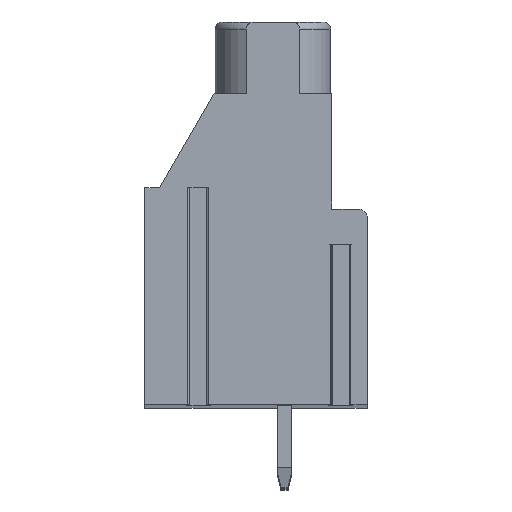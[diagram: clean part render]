
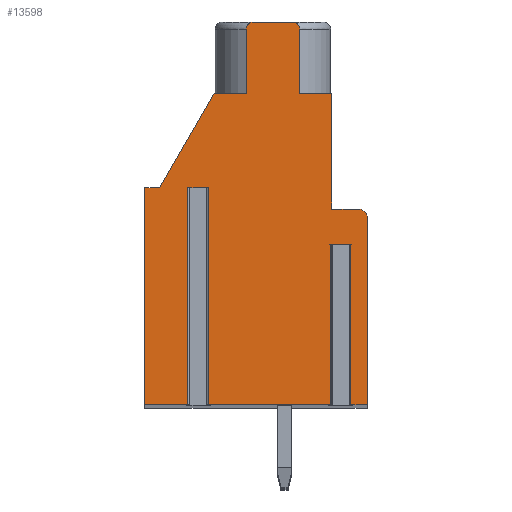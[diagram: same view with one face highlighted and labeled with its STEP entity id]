
A CAD part, top view. The second image highlights one B-rep face of the part: STEP entity #13598.
In plain terms, the highlighted planar face has unit normal (0, 0, 1).
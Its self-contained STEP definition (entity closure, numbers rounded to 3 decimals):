
#65=DIRECTION('',(-1.,0.,0.));
#66=VECTOR('',#65,1.146);
#67=CARTESIAN_POINT('',(-2.127,1.2,98.425));
#68=LINE('',#67,#66);
#69=DIRECTION('',(0.,-1.,0.));
#70=VECTOR('',#69,12.2);
#71=CARTESIAN_POINT('',(-3.273,1.2,98.425));
#72=LINE('',#71,#70);
#73=DIRECTION('',(1.,0.,0.));
#74=VECTOR('',#73,2.427);
#75=CARTESIAN_POINT('',(-5.7,-11.,98.425));
#76=LINE('',#75,#74);
#77=DIRECTION('',(0.,-1.,0.));
#78=VECTOR('',#77,12.2);
#79=CARTESIAN_POINT('',(-5.7,1.2,98.425));
#80=LINE('',#79,#78);
#81=DIRECTION('',(-1.,0.,0.));
#82=VECTOR('',#81,0.84);
#83=CARTESIAN_POINT('',(-4.86,1.2,98.425));
#84=LINE('',#83,#82);
#85=DIRECTION('',(-0.5,-0.866,0.));
#86=VECTOR('',#85,6.12);
#87=CARTESIAN_POINT('',(-1.8,6.5,98.425));
#88=LINE('',#87,#86);
#89=DIRECTION('',(-1.,0.,0.));
#90=VECTOR('',#89,1.8);
#91=CARTESIAN_POINT('',(0.,6.5,98.425));
#92=LINE('',#91,#90);
#93=DIRECTION('',(0.,-1.,0.));
#94=VECTOR('',#93,3.6);
#95=CARTESIAN_POINT('',(0.,10.1,98.425));
#96=LINE('',#95,#94);
#97=CARTESIAN_POINT('',(0.4,10.1,98.425));
#98=DIRECTION('',(0.,0.,1.));
#99=DIRECTION('',(0.,1.,0.));
#100=AXIS2_PLACEMENT_3D('',#97,#98,#99);
#102=DIRECTION('',(-1.,0.,0.));
#103=VECTOR('',#102,2.2);
#104=CARTESIAN_POINT('',(2.6,10.5,98.425));
#105=LINE('',#104,#103);
#106=CARTESIAN_POINT('',(2.6,10.1,98.425));
#107=DIRECTION('',(0.,0.,1.));
#108=DIRECTION('',(1.,0.,0.));
#109=AXIS2_PLACEMENT_3D('',#106,#107,#108);
#111=DIRECTION('',(0.,1.,0.));
#112=VECTOR('',#111,3.6);
#113=CARTESIAN_POINT('',(3.,6.5,98.425));
#114=LINE('',#113,#112);
#115=DIRECTION('',(-1.,0.,0.));
#116=VECTOR('',#115,1.8);
#117=CARTESIAN_POINT('',(4.8,6.5,98.425));
#118=LINE('',#117,#116);
#119=DIRECTION('',(0.,1.,0.));
#120=VECTOR('',#119,6.5);
#121=CARTESIAN_POINT('',(4.8,0.,98.425));
#122=LINE('',#121,#120);
#123=DIRECTION('',(-1.,0.,0.));
#124=VECTOR('',#123,1.5);
#125=CARTESIAN_POINT('',(6.3,0.,98.425));
#126=LINE('',#125,#124);
#127=CARTESIAN_POINT('',(6.3,-0.5,98.425));
#128=DIRECTION('',(0.,0.,1.));
#129=DIRECTION('',(1.,0.,0.));
#130=AXIS2_PLACEMENT_3D('',#127,#128,#129);
#132=DIRECTION('',(0.,1.,0.));
#133=VECTOR('',#132,10.5);
#134=CARTESIAN_POINT('',(6.8,-11.,98.425));
#135=LINE('',#134,#133);
#136=DIRECTION('',(1.,0.,0.));
#137=VECTOR('',#136,0.925);
#138=CARTESIAN_POINT('',(5.875,-11.,98.425));
#139=LINE('',#138,#137);
#140=DIRECTION('',(0.,-1.,0.));
#141=VECTOR('',#140,9.);
#142=CARTESIAN_POINT('',(5.875,-2.,98.425));
#143=LINE('',#142,#141);
#144=DIRECTION('',(-1.,0.,0.));
#145=VECTOR('',#144,1.146);
#146=CARTESIAN_POINT('',(5.875,-2.,98.425));
#147=LINE('',#146,#145);
#148=DIRECTION('',(0.,-1.,0.));
#149=VECTOR('',#148,9.);
#150=CARTESIAN_POINT('',(4.728,-2.,98.425));
#151=LINE('',#150,#149);
#152=DIRECTION('',(1.,0.,0.));
#153=VECTOR('',#152,6.855);
#154=CARTESIAN_POINT('',(-2.127,-11.,98.425));
#155=LINE('',#154,#153);
#156=DIRECTION('',(0.,-1.,0.));
#157=VECTOR('',#156,12.2);
#158=CARTESIAN_POINT('',(-2.127,1.2,98.425));
#159=LINE('',#158,#157);
#10595=CARTESIAN_POINT('',(6.8,-11.,98.425));
#10596=CARTESIAN_POINT('',(6.8,-0.5,98.425));
#10597=VERTEX_POINT('',#10595);
#10598=VERTEX_POINT('',#10596);
#10599=CARTESIAN_POINT('',(6.3,0.,98.425));
#10600=VERTEX_POINT('',#10599);
#10601=CARTESIAN_POINT('',(4.8,0.,98.425));
#10602=VERTEX_POINT('',#10601);
#10603=CARTESIAN_POINT('',(4.8,6.5,98.425));
#10604=VERTEX_POINT('',#10603);
#10605=CARTESIAN_POINT('',(3.,6.5,98.425));
#10606=VERTEX_POINT('',#10605);
#10607=CARTESIAN_POINT('',(3.,10.1,98.425));
#10608=VERTEX_POINT('',#10607);
#10609=CARTESIAN_POINT('',(2.6,10.5,98.425));
#10610=VERTEX_POINT('',#10609);
#10611=CARTESIAN_POINT('',(0.4,10.5,98.425));
#10612=VERTEX_POINT('',#10611);
#10613=CARTESIAN_POINT('',(0.,10.1,98.425));
#10614=VERTEX_POINT('',#10613);
#10615=CARTESIAN_POINT('',(0.,6.5,98.425));
#10616=VERTEX_POINT('',#10615);
#10617=CARTESIAN_POINT('',(-1.8,6.5,98.425));
#10618=VERTEX_POINT('',#10617);
#10619=CARTESIAN_POINT('',(-4.86,1.2,98.425));
#10620=VERTEX_POINT('',#10619);
#10621=CARTESIAN_POINT('',(-5.7,1.2,98.425));
#10622=VERTEX_POINT('',#10621);
#10623=CARTESIAN_POINT('',(-5.7,-11.,98.425));
#10624=VERTEX_POINT('',#10623);
#10781=CARTESIAN_POINT('',(5.875,-2.,98.425));
#10782=CARTESIAN_POINT('',(4.728,-2.,98.425));
#10783=VERTEX_POINT('',#10781);
#10784=VERTEX_POINT('',#10782);
#10785=CARTESIAN_POINT('',(5.875,-11.,98.425));
#10786=VERTEX_POINT('',#10785);
#10787=CARTESIAN_POINT('',(4.728,-11.,98.425));
#10788=VERTEX_POINT('',#10787);
#10813=CARTESIAN_POINT('',(-2.127,1.2,98.425));
#10814=CARTESIAN_POINT('',(-3.273,1.2,98.425));
#10815=VERTEX_POINT('',#10813);
#10816=VERTEX_POINT('',#10814);
#10817=CARTESIAN_POINT('',(-2.127,-11.,98.425));
#10818=VERTEX_POINT('',#10817);
#10819=CARTESIAN_POINT('',(-3.273,-11.,98.425));
#10820=VERTEX_POINT('',#10819);
#13545=CARTESIAN_POINT('',(0.,0.,98.425));
#13546=DIRECTION('',(0.,0.,1.));
#13547=DIRECTION('',(1.,0.,0.));
#13548=AXIS2_PLACEMENT_3D('',#13545,#13546,#13547);
#13549=PLANE('',#13548);
#13551=ORIENTED_EDGE('',*,*,#13550,.T.);
#13553=ORIENTED_EDGE('',*,*,#13552,.T.);
#13555=ORIENTED_EDGE('',*,*,#13554,.F.);
#13557=ORIENTED_EDGE('',*,*,#13556,.F.);
#13559=ORIENTED_EDGE('',*,*,#13558,.F.);
#13561=ORIENTED_EDGE('',*,*,#13560,.F.);
#13563=ORIENTED_EDGE('',*,*,#13562,.F.);
#13565=ORIENTED_EDGE('',*,*,#13564,.F.);
#13567=ORIENTED_EDGE('',*,*,#13566,.F.);
#13569=ORIENTED_EDGE('',*,*,#13568,.F.);
#13571=ORIENTED_EDGE('',*,*,#13570,.F.);
#13573=ORIENTED_EDGE('',*,*,#13572,.F.);
#13575=ORIENTED_EDGE('',*,*,#13574,.F.);
#13577=ORIENTED_EDGE('',*,*,#13576,.F.);
#13579=ORIENTED_EDGE('',*,*,#13578,.F.);
#13581=ORIENTED_EDGE('',*,*,#13580,.F.);
#13583=ORIENTED_EDGE('',*,*,#13582,.F.);
#13585=ORIENTED_EDGE('',*,*,#13584,.F.);
#13587=ORIENTED_EDGE('',*,*,#13586,.F.);
#13589=ORIENTED_EDGE('',*,*,#13588,.T.);
#13591=ORIENTED_EDGE('',*,*,#13590,.T.);
#13593=ORIENTED_EDGE('',*,*,#13592,.F.);
#13595=ORIENTED_EDGE('',*,*,#13594,.F.);
#13596=EDGE_LOOP('',(#13551,#13553,#13555,#13557,#13559,#13561,#13563,#13565,
#13567,#13569,#13571,#13573,#13575,#13577,#13579,#13581,#13583,#13585,#13587,
#13589,#13591,#13593,#13595));
#13597=FACE_OUTER_BOUND('',#13596,.F.);
#101=CIRCLE('',#100,0.4);
#110=CIRCLE('',#109,0.4);
#131=CIRCLE('',#130,0.5);
#13550=EDGE_CURVE('',#10815,#10816,#68,.T.);
#13552=EDGE_CURVE('',#10816,#10820,#72,.T.);
#13554=EDGE_CURVE('',#10624,#10820,#76,.T.);
#13556=EDGE_CURVE('',#10622,#10624,#80,.T.);
#13558=EDGE_CURVE('',#10620,#10622,#84,.T.);
#13560=EDGE_CURVE('',#10618,#10620,#88,.T.);
#13562=EDGE_CURVE('',#10616,#10618,#92,.T.);
#13564=EDGE_CURVE('',#10614,#10616,#96,.T.);
#13566=EDGE_CURVE('',#10612,#10614,#101,.T.);
#13568=EDGE_CURVE('',#10610,#10612,#105,.T.);
#13570=EDGE_CURVE('',#10608,#10610,#110,.T.);
#13572=EDGE_CURVE('',#10606,#10608,#114,.T.);
#13574=EDGE_CURVE('',#10604,#10606,#118,.T.);
#13576=EDGE_CURVE('',#10602,#10604,#122,.T.);
#13578=EDGE_CURVE('',#10600,#10602,#126,.T.);
#13580=EDGE_CURVE('',#10598,#10600,#131,.T.);
#13582=EDGE_CURVE('',#10597,#10598,#135,.T.);
#13584=EDGE_CURVE('',#10786,#10597,#139,.T.);
#13586=EDGE_CURVE('',#10783,#10786,#143,.T.);
#13588=EDGE_CURVE('',#10783,#10784,#147,.T.);
#13590=EDGE_CURVE('',#10784,#10788,#151,.T.);
#13592=EDGE_CURVE('',#10818,#10788,#155,.T.);
#13594=EDGE_CURVE('',#10815,#10818,#159,.T.);
#13598=ADVANCED_FACE('',(#13597),#13549,.T.);
